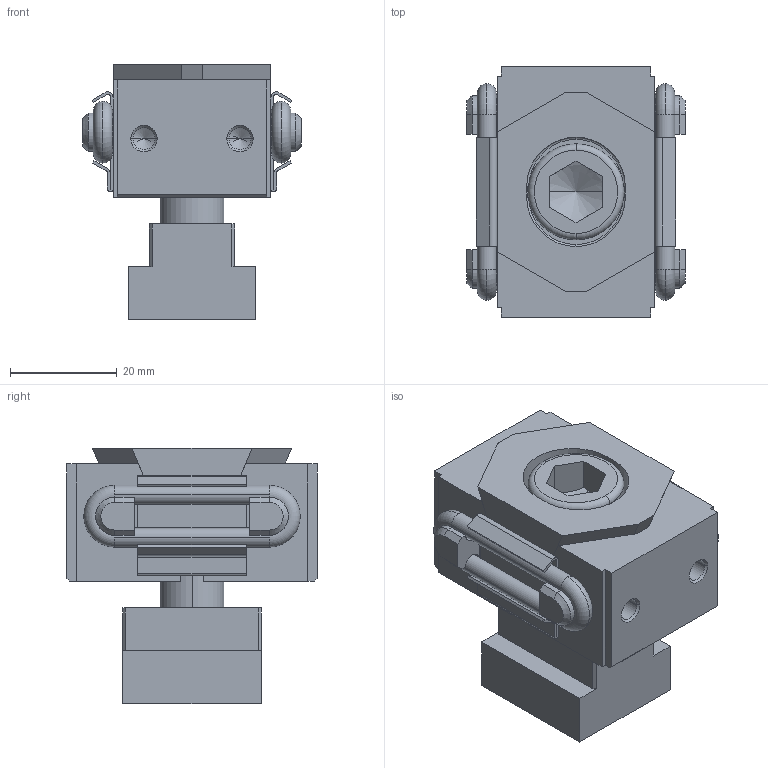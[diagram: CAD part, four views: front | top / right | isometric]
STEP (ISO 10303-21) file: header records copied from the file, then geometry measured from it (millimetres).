
FILE_DESCRIPTION(('STEP AP214'),'1');
FILE_NAME('HALDERN_EH_23250_0513.stp','2017-09-06T07:18:49',('TraceParts'),('TraceParts S.A.'),'Spatial InterOp 3D',' ',' ');
FILE_SCHEMA(('automotive_design'));
Length unit declared in the file: millimetre
Products named in the file (9): HALDERN_EH_23250_0513_1; HALDERN_EH_23250_0513_2; HALDERN_EH_23250_0513_3; HALDERN_EH_23250_0513_4; HALDERN_EH_23250_0513_5; HALDERN_EH_23250_0513_6; HALDERN_EH_23250_0513_7; HALDERN_EH_23250_0513_8; HALDERN_EH_23250_0513_9
Bounding box: 41 x 47 x 47.98 mm (x, y, z)
Volume: 41125.4 mm3; surface area: 20900.3 mm2
Topology: 9 solids, 9 shells, 266 faces, 680 edges, 429 vertices
Faces by surface type: plane 132, cylinder 78, torus 32, cone 24
Entity records: 10300 total; most frequent: DIRECTION 1454, CARTESIAN_POINT 1390, ORIENTED_EDGE 1340, EDGE_CURVE 670, AXIS2_PLACEMENT_3D 517, VERTEX_POINT 429, LINE 420, VECTOR 420
